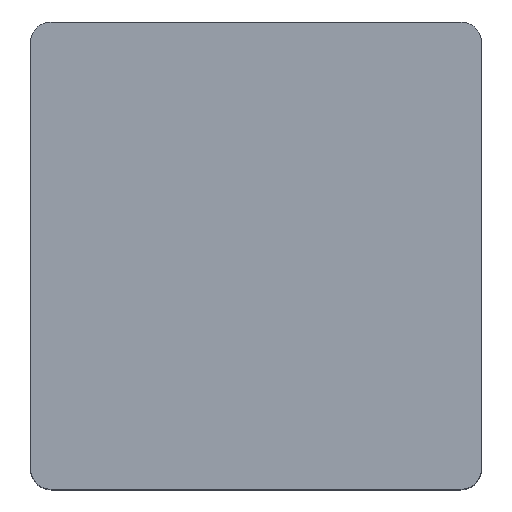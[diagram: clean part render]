
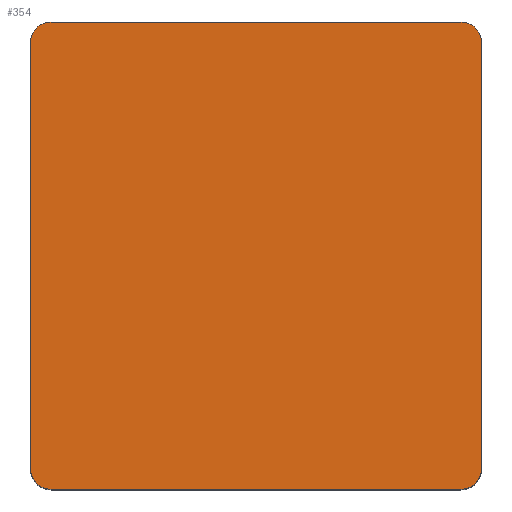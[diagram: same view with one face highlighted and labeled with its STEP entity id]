
A CAD part, top view. The second image highlights one B-rep face of the part: STEP entity #354.
In plain terms, the highlighted planar face has unit normal (0, 0, 1).
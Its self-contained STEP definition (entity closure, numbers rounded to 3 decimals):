
#23=PLANE('',#382);
#42=FACE_OUTER_BOUND('',#64,.T.);
#64=EDGE_LOOP('',(#257,#258,#259,#260,#261,#262,#263,#264));
#87=LINE('',#523,#127);
#88=LINE('',#527,#128);
#89=LINE('',#531,#129);
#90=LINE('',#534,#130);
#127=VECTOR('',#421,5.18);
#128=VECTOR('',#424,4.98);
#129=VECTOR('',#427,5.18);
#130=VECTOR('',#430,4.98);
#165=CIRCLE('',#380,0.25);
#167=CIRCLE('',#383,0.25);
#168=CIRCLE('',#384,0.25);
#169=CIRCLE('',#385,0.25);
#173=VERTEX_POINT('',#513);
#174=VERTEX_POINT('',#514);
#177=VERTEX_POINT('',#522);
#178=VERTEX_POINT('',#524);
#179=VERTEX_POINT('',#526);
#180=VERTEX_POINT('',#528);
#181=VERTEX_POINT('',#530);
#182=VERTEX_POINT('',#532);
#205=EDGE_CURVE('',#173,#174,#165,.T.);
#209=EDGE_CURVE('',#173,#177,#87,.T.);
#210=EDGE_CURVE('',#178,#177,#167,.T.);
#211=EDGE_CURVE('',#178,#179,#88,.T.);
#212=EDGE_CURVE('',#180,#179,#168,.T.);
#213=EDGE_CURVE('',#180,#181,#89,.T.);
#214=EDGE_CURVE('',#182,#181,#169,.T.);
#215=EDGE_CURVE('',#182,#174,#90,.T.);
#257=ORIENTED_EDGE('',*,*,#205,.F.);
#258=ORIENTED_EDGE('',*,*,#209,.T.);
#259=ORIENTED_EDGE('',*,*,#210,.F.);
#260=ORIENTED_EDGE('',*,*,#211,.T.);
#261=ORIENTED_EDGE('',*,*,#212,.F.);
#262=ORIENTED_EDGE('',*,*,#213,.T.);
#263=ORIENTED_EDGE('',*,*,#214,.F.);
#264=ORIENTED_EDGE('',*,*,#215,.T.);
#354=ADVANCED_FACE('',(#42),#23,.T.);
#380=AXIS2_PLACEMENT_3D('',#515,#413,#414);
#382=AXIS2_PLACEMENT_3D('',#521,#419,#420);
#383=AXIS2_PLACEMENT_3D('',#525,#422,#423);
#384=AXIS2_PLACEMENT_3D('',#529,#425,#426);
#385=AXIS2_PLACEMENT_3D('',#533,#428,#429);
#413=DIRECTION('center_axis',(0.,0.,-1.));
#414=DIRECTION('ref_axis',(-0.707,0.707,0.));
#419=DIRECTION('center_axis',(0.,0.,1.));
#420=DIRECTION('ref_axis',(0.,1.,0.));
#421=DIRECTION('',(0.,-1.,0.));
#422=DIRECTION('center_axis',(0.,0.,-1.));
#423=DIRECTION('ref_axis',(-0.707,-0.707,0.));
#424=DIRECTION('',(1.,0.,0.));
#425=DIRECTION('center_axis',(0.,0.,-1.));
#426=DIRECTION('ref_axis',(0.707,-0.707,0.));
#427=DIRECTION('',(0.,1.,0.));
#428=DIRECTION('center_axis',(0.,0.,-1.));
#429=DIRECTION('ref_axis',(0.707,0.707,0.));
#430=DIRECTION('',(-1.,0.,0.));
#513=CARTESIAN_POINT('',(-2.74,2.59,5.22));
#514=CARTESIAN_POINT('',(-2.49,2.84,5.22));
#515=CARTESIAN_POINT('Origin',(-2.49,2.59,5.22));
#521=CARTESIAN_POINT('Origin',(0.,0.,5.22));
#522=CARTESIAN_POINT('',(-2.74,-2.59,5.22));
#523=CARTESIAN_POINT('',(-2.74,2.84,5.22));
#524=CARTESIAN_POINT('',(-2.49,-2.84,5.22));
#525=CARTESIAN_POINT('Origin',(-2.49,-2.59,5.22));
#526=CARTESIAN_POINT('',(2.49,-2.84,5.22));
#527=CARTESIAN_POINT('',(-2.74,-2.84,5.22));
#528=CARTESIAN_POINT('',(2.74,-2.59,5.22));
#529=CARTESIAN_POINT('Origin',(2.49,-2.59,5.22));
#530=CARTESIAN_POINT('',(2.74,2.59,5.22));
#531=CARTESIAN_POINT('',(2.74,-2.84,5.22));
#532=CARTESIAN_POINT('',(2.49,2.84,5.22));
#533=CARTESIAN_POINT('Origin',(2.49,2.59,5.22));
#534=CARTESIAN_POINT('',(2.74,2.84,5.22));
